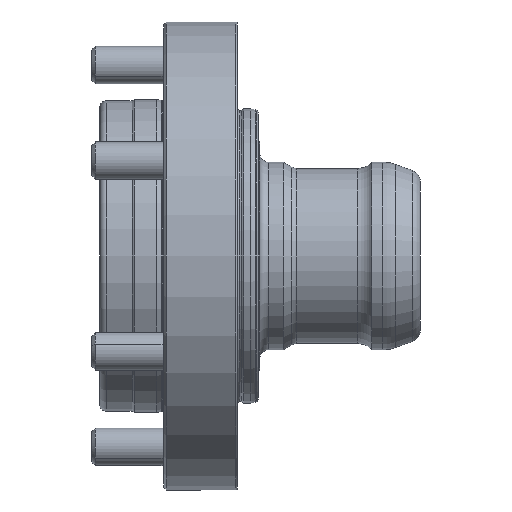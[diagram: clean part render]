
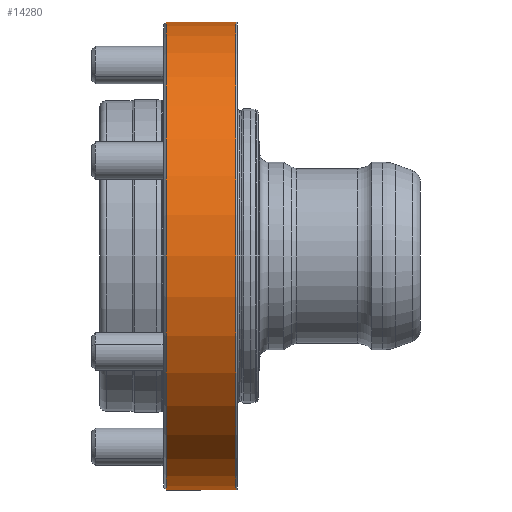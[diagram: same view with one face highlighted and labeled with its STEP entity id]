
A CAD part, left-side view. The second image highlights one B-rep face of the part: STEP entity #14280.
In plain terms, the highlighted cylindrical face has radius 37.4 mm (diameter 74.8 mm), a partial arc.
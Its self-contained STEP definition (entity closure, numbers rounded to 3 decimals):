
#25 = VECTOR ( 'NONE', #11375, 1000. ) ;
#201 = AXIS2_PLACEMENT_3D ( 'NONE', #6316, #14273, #5040 ) ;
#498 = CARTESIAN_POINT ( 'NONE',  ( 0., 0.3, -37.4 ) ) ;
#1435 = CIRCLE ( 'NONE', #8902, 37.4 ) ;
#1705 = VERTEX_POINT ( 'NONE', #3413 ) ;
#2229 = VERTEX_POINT ( 'NONE', #9275 ) ;
#2562 = DIRECTION ( 'NONE',  ( 0., 0., 1. ) ) ;
#2776 = FACE_OUTER_BOUND ( 'NONE', #10141, .T. ) ;
#3021 = CARTESIAN_POINT ( 'NONE',  ( 0., 0.3, 37.4 ) ) ;
#3413 = CARTESIAN_POINT ( 'NONE',  ( 0., 11.4, 37.4 ) ) ;
#4267 = CIRCLE ( 'NONE', #11383, 37.4 ) ;
#4467 = VERTEX_POINT ( 'NONE', #3021 ) ;
#4587 = EDGE_CURVE ( 'NONE', #2229, #1705, #1435, .T. ) ;
#4663 = ORIENTED_EDGE ( 'NONE', *, *, #7700, .T. ) ;
#4858 = CARTESIAN_POINT ( 'NONE',  ( 0., 11.4, 0. ) ) ;
#4882 = VERTEX_POINT ( 'NONE', #498 ) ;
#5040 = DIRECTION ( 'NONE',  ( 0., 0., 1. ) ) ;
#5073 = EDGE_CURVE ( 'NONE', #4467, #1705, #7851, .T. ) ;
#5081 = CYLINDRICAL_SURFACE ( 'NONE', #201, 37.4 ) ;
#5489 = DIRECTION ( 'NONE',  ( 0., 1., 0. ) ) ;
#6316 = CARTESIAN_POINT ( 'NONE',  ( 0., 32.038, 0. ) ) ;
#6604 = EDGE_CURVE ( 'NONE', #4882, #2229, #9999, .T. ) ;
#6959 = CARTESIAN_POINT ( 'NONE',  ( 0., 32.038, 37.4 ) ) ;
#7700 = EDGE_CURVE ( 'NONE', #4882, #4467, #4267, .T. ) ;
#7762 = ORIENTED_EDGE ( 'NONE', *, *, #6604, .F. ) ;
#7851 = LINE ( 'NONE', #6959, #25 ) ;
#8902 = AXIS2_PLACEMENT_3D ( 'NONE', #4858, #13831, #2562 ) ;
#9249 = DIRECTION ( 'NONE',  ( 0., 1., 0. ) ) ;
#9275 = CARTESIAN_POINT ( 'NONE',  ( 0., 11.4, -37.4 ) ) ;
#9815 = VECTOR ( 'NONE', #5489, 1000. ) ;
#9999 = LINE ( 'NONE', #11020, #9815 ) ;
#10141 = EDGE_LOOP ( 'NONE', ( #7762, #4663, #12962, #14149 ) ) ;
#10373 = DIRECTION ( 'NONE',  ( 0., 0., 1. ) ) ;
#10423 = CARTESIAN_POINT ( 'NONE',  ( 0., 0.3, 0. ) ) ;
#11020 = CARTESIAN_POINT ( 'NONE',  ( 0., 32.038, -37.4 ) ) ;
#11375 = DIRECTION ( 'NONE',  ( 0., 1., 0. ) ) ;
#11383 = AXIS2_PLACEMENT_3D ( 'NONE', #10423, #9249, #10373 ) ;
#12962 = ORIENTED_EDGE ( 'NONE', *, *, #5073, .T. ) ;
#13831 = DIRECTION ( 'NONE',  ( 0., 1., 0. ) ) ;
#14149 = ORIENTED_EDGE ( 'NONE', *, *, #4587, .F. ) ;
#14273 = DIRECTION ( 'NONE',  ( 0., 1., 0. ) ) ;
#14280 = ADVANCED_FACE ( 'NONE', ( #2776 ), #5081, .T. ) ;
